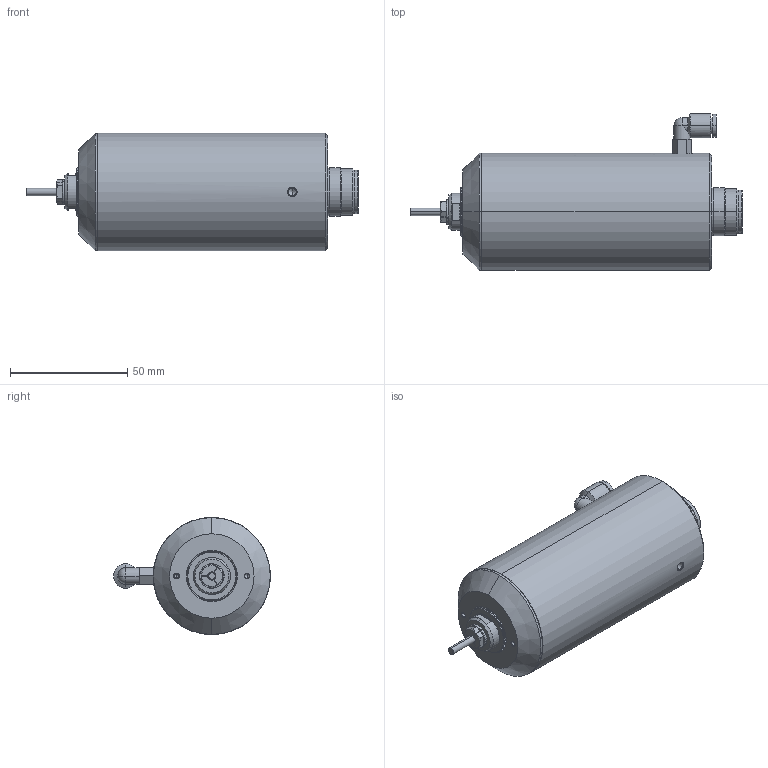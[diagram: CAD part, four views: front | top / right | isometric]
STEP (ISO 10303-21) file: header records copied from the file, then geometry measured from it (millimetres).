
FILE_DESCRIPTION (( 'STEP AP203' ), '1' );
FILE_NAME ('NR50-5100ATC-ASSY.STEP', '2014-06-12T04:38:56', ( ' ' ), ( ' ' ), 'SwSTEP 2.0', 'SolidWorks 2011', '' );
FILE_SCHEMA (( 'CONFIG_CONTROL_DESIGN' ));
Length unit declared in the file: millimetre
Products named in the file (16): NR50-5100ATC-ASSY; K815A102; K815C-025---000（サヤ組付）; K815C-016---000乮僒儎1晹慻晅乯; K815--107---（穴埋めピン）; K815--106---（穴埋めピン）; K749--108A--（穴埋めピン）; K815C-101---000（サヤ）; K815--122---001（シリンダガイド）; K585C229; D0842320650-KQ2L06-M5N; CHR-3.175; 媒氖薨 冇3.175; K815128; K815115; K815A161
Assembly tree (15 placements, depth 4):
  NR50-5100ATC-ASSY
    媒氖薨 冇3.175
    K815128
    K815A161
    K815C-025---000（サヤ組付）
      K815C-016---000乮僒儎1晹慻晅乯
        K815--107---（穴埋めピン）
        K815--106---（穴埋めピン）
        K749--108A--（穴埋めピン）
        K815C-101---000（サヤ）
      K815--122---001（シリンダガイド）
    K585C229
    D0842320650-KQ2L06-M5N
    K815115
    CHR-3.175
    K815A102
Bounding box: 141.55 x 66.9 x 50 mm (x, y, z)
Volume: 127117.5 mm3; surface area: 56128.6 mm2
Topology: 13 solids, 13 shells, 693 faces, 1599 edges, 970 vertices
Faces by surface type: cylinder 269, cone 222, plane 175, torus 19, sphere 8
Entity records: 22499 total; most frequent: CARTESIAN_POINT 4961, DIRECTION 3507, ORIENTED_EDGE 3154, EDGE_CURVE 1577, AXIS2_PLACEMENT_3D 1432, VERTEX_POINT 970, EDGE_LOOP 795, CIRCLE 719
